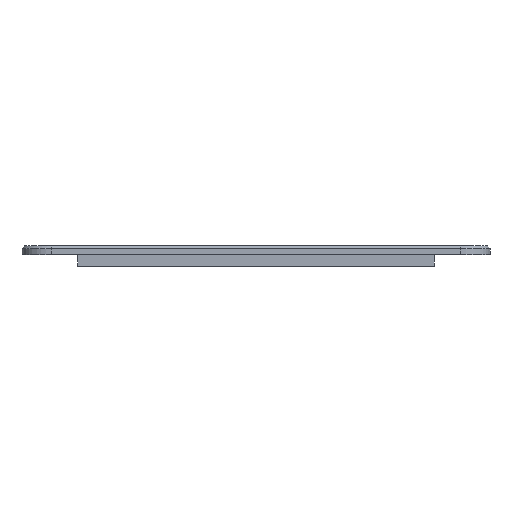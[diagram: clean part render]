
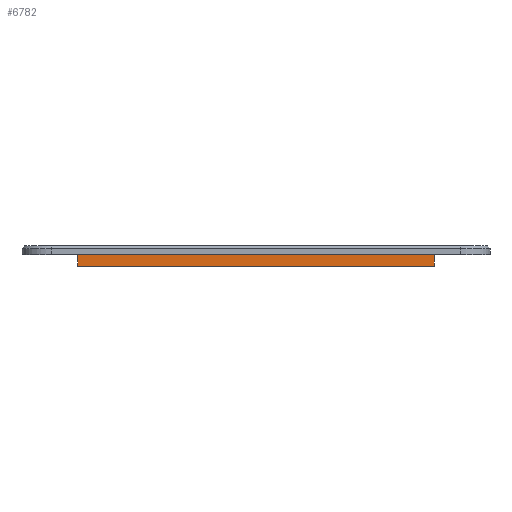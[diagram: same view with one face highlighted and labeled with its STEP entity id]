
A CAD part, front view. The second image highlights one B-rep face of the part: STEP entity #6782.
In plain terms, the highlighted planar face has unit normal (0, -1, 0).
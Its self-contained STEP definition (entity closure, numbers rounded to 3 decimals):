
#923=FACE_OUTER_BOUND('',#1307,.T.);
#1307=EDGE_LOOP('',(#5838,#5839,#5840,#5841));
#1961=LINE('',#12389,#2606);
#1962=LINE('',#12392,#2607);
#1963=LINE('',#12394,#2608);
#1964=LINE('',#12395,#2609);
#2606=VECTOR('',#8472,10.);
#2607=VECTOR('',#8475,10.);
#2608=VECTOR('',#8476,10.);
#2609=VECTOR('',#8477,10.);
#3262=VERTEX_POINT('',#12385);
#3263=VERTEX_POINT('',#12387);
#3264=VERTEX_POINT('',#12391);
#3265=VERTEX_POINT('',#12393);
#4217=EDGE_CURVE('',#3262,#3263,#1961,.T.);
#4218=EDGE_CURVE('',#3262,#3264,#1962,.T.);
#4219=EDGE_CURVE('',#3265,#3263,#1963,.T.);
#4220=EDGE_CURVE('',#3264,#3265,#1964,.T.);
#5838=ORIENTED_EDGE('',*,*,#4218,.F.);
#5839=ORIENTED_EDGE('',*,*,#4217,.T.);
#5840=ORIENTED_EDGE('',*,*,#4219,.F.);
#5841=ORIENTED_EDGE('',*,*,#4220,.F.);
#6429=PLANE('',#7165);
#6782=ADVANCED_FACE('',(#923),#6429,.T.);
#7165=AXIS2_PLACEMENT_3D('',#12390,#8473,#8474);
#8472=DIRECTION('',(0.,0.,-1.));
#8473=DIRECTION('center_axis',(0.,-1.,0.));
#8474=DIRECTION('ref_axis',(-1.,0.,0.));
#8475=DIRECTION('',(1.,0.,0.));
#8476=DIRECTION('',(-1.,0.,0.));
#8477=DIRECTION('',(0.,0.,-1.));
#12385=CARTESIAN_POINT('',(-11.49,-46.665,0.));
#12387=CARTESIAN_POINT('',(-11.49,-46.665,-2.));
#12389=CARTESIAN_POINT('',(-11.49,-46.665,0.));
#12390=CARTESIAN_POINT('Origin',(49.51,-46.665,0.));
#12391=CARTESIAN_POINT('',(49.51,-46.665,0.));
#12392=CARTESIAN_POINT('',(34.26,-46.665,0.));
#12393=CARTESIAN_POINT('',(49.51,-46.665,-2.));
#12394=CARTESIAN_POINT('',(-11.49,-46.665,-2.));
#12395=CARTESIAN_POINT('',(49.51,-46.665,0.));
